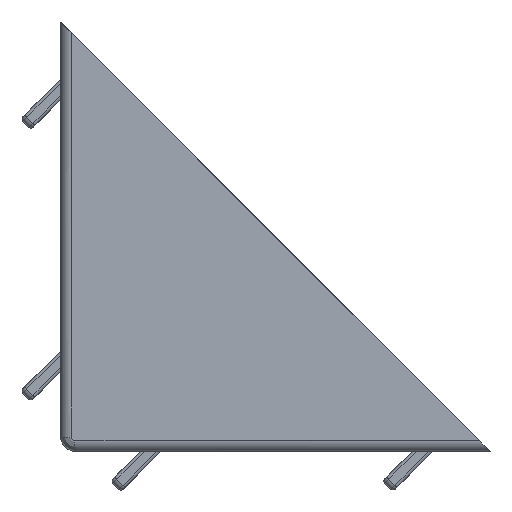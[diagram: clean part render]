
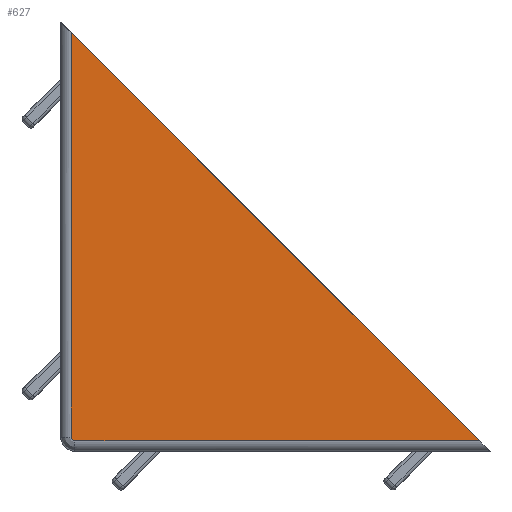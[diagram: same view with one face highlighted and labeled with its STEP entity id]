
A CAD part, left-side view. The second image highlights one B-rep face of the part: STEP entity #627.
In plain terms, the highlighted planar face has unit normal (-1, 0, 0).
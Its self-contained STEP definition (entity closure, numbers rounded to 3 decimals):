
#455=CARTESIAN_POINT('',(-15.0,-0.75,1.0));
#456=VERTEX_POINT('',#455);
#475=CARTESIAN_POINT('',(-15.0,-1.0,0.75));
#476=VERTEX_POINT('',#475);
#484=CARTESIAN_POINT('',(-15.0,-1.0,1.0));
#485=DIRECTION('',(1.0,0.0,0.0));
#486=DIRECTION('',(0.0,0.707,-0.707));
#487=AXIS2_PLACEMENT_3D('',#484,#485,#486);
#488=CIRCLE('',#487,0.25);
#489=EDGE_CURVE('',#476,#456,#488,.T.);
#578=CARTESIAN_POINT('',(-15.0,-0.75,29.25));
#579=VERTEX_POINT('',#578);
#580=CARTESIAN_POINT('',(-15.0,-0.75,1.0));
#581=DIRECTION('',(0.0,0.0,1.0));
#582=VECTOR('',#581,28.25);
#583=LINE('',#580,#582);
#584=EDGE_CURVE('',#456,#579,#583,.T.);
#604=CARTESIAN_POINT('',(-15.0,-15.0,4.393));
#605=DIRECTION('',(1.0,0.0,0.0));
#606=DIRECTION('',(0.0,0.0,-1.0));
#607=AXIS2_PLACEMENT_3D('',#604,#605,#606);
#608=PLANE('',#607);
#609=ORIENTED_EDGE('',*,*,#489,.F.);
#610=CARTESIAN_POINT('',(-15.0,-29.25,0.75));
#611=VERTEX_POINT('',#610);
#612=CARTESIAN_POINT('',(-15.0,-29.25,0.75));
#613=DIRECTION('',(0.0,1.0,0.0));
#614=VECTOR('',#613,28.25);
#615=LINE('',#612,#614);
#616=EDGE_CURVE('',#611,#476,#615,.T.);
#617=ORIENTED_EDGE('',*,*,#616,.F.);
#618=CARTESIAN_POINT('',(-15.0,-29.25,0.75));
#619=DIRECTION('',(0.0,0.707,0.707));
#620=VECTOR('',#619,40.305);
#621=LINE('',#618,#620);
#622=EDGE_CURVE('',#611,#579,#621,.T.);
#623=ORIENTED_EDGE('',*,*,#622,.T.);
#624=ORIENTED_EDGE('',*,*,#584,.F.);
#625=EDGE_LOOP('',(#609,#617,#623,#624));
#626=FACE_OUTER_BOUND('',#625,.T.);
#627=ADVANCED_FACE('',(#626),#608,.F.);
